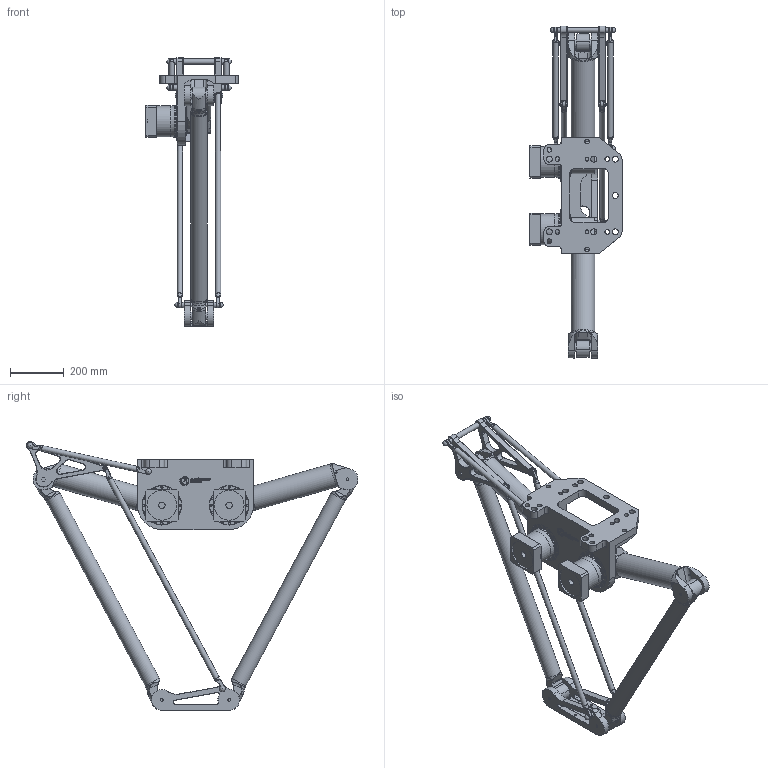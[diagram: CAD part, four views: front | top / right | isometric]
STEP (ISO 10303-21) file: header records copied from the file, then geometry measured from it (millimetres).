
FILE_DESCRIPTION(/* description */ (''),/* implementation_level */ '2;1');
FILE_NAME(/* name */ '3D-model_A_00908.stp',/* time_stamp */ '2022-02-21T09:49:23+01:00',/* author */ ('michael.schutter'),/* organization */ ('Majatronic'),/* preprocessor_version */ 'ST-DEVELOPER v16.5',/* originating_system */ 'Autodesk Inventor 2017',/* authorisation */ '');
FILE_SCHEMA (('AUTOMOTIVE_DESIGN { 1 0 10303 214 3 1 1 }'));
Length unit declared in the file: millimetre
Products named in the file (11): MT_BGR00021222MT_BGR; MT_BGR00020908MT_BGR; MT_WST00065198MT_WST; MT_WST00055121MT_WST; MT_WST00063616MT_WST; MT_WST00061011MT_WST; MT_WST00061012MT_WST; MT_WST00061013MT_WST; MT_WST00063602MT_WST; MT_WST00061014MT_WST; MT_WST00061015MT_WST
Assembly tree (14 placements, depth 3):
  MT_BGR00021222MT_BGR
    MT_BGR00020908MT_BGR
      MT_WST00065198MT_WST
      MT_WST00055121MT_WST  x2
    MT_WST00063616MT_WST
    MT_WST00061013MT_WST  x2
    MT_WST00061011MT_WST
    MT_WST00061012MT_WST
    MT_WST00061014MT_WST  x2
    MT_WST00063602MT_WST
    MT_WST00061015MT_WST  x2
Bounding box: 342 x 1232.92 x 998.58 mm (x, y, z)
Volume: 23120532.8 mm3; surface area: 1975700.3 mm2
Topology: 14 solids, 17 shells, 1999 faces, 4644 edges, 2958 vertices
Faces by surface type: plane 937, cylinder 664, cone 290, torus 78, bspline 24, sphere 6
Full cylindrical faces by diameter (mm): 4.134 x32, 4.917 x14, 5 x32, 8 x4, 8.2 x24, 8.376 x6, 8.5 x32, 9.8 x1, 10 x37, 10.106 x1, 12 x5, 13 x24, 15 x4, 17.294 x8, 18 x16, 19.8 x8, 20 x26, 22 x7, 24 x2, 25 x2, 32 x8, 40 x2, 50 x1, 52 x1, 59.8 x4, 60 x6, 72 x1, 80 x4, 85 x2, 88 x2
Entity records: 48909 total; most frequent: CARTESIAN_POINT 12264, DIRECTION 7714, ORIENTED_EDGE 6682, EDGE_CURVE 3340, AXIS2_PLACEMENT_3D 2923, VERTEX_POINT 2321, EDGE_LOOP 2197, LINE 1868
